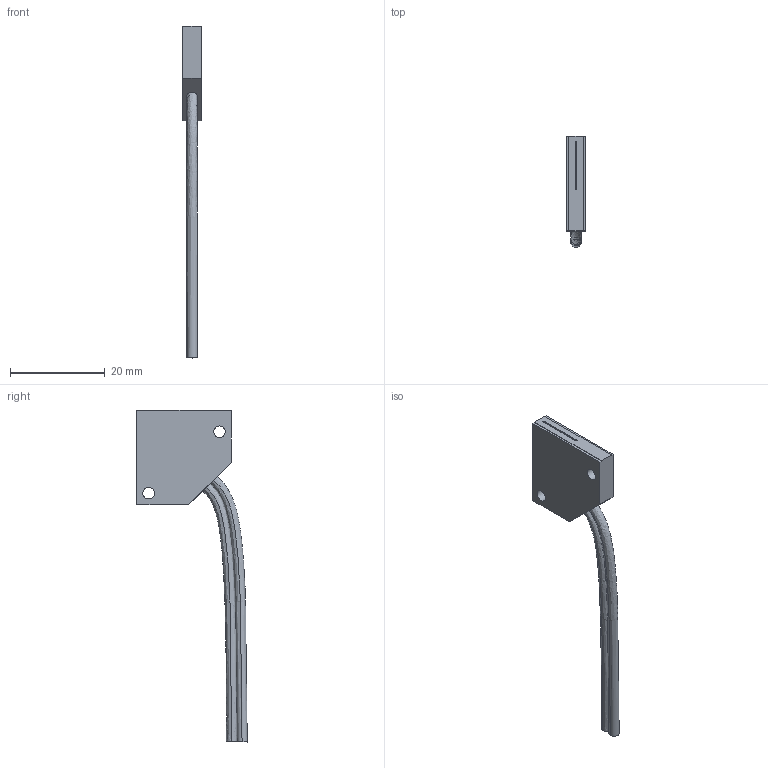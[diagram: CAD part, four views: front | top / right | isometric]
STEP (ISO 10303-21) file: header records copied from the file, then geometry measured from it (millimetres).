
FILE_DESCRIPTION(/* description */ (''),/* implementation_level */ '2;1');
FILE_NAME(/* name */ 'GPF-D026-K.stp',/* time_stamp */ '2018-12-19T15:21:45+09:00',/* author */ ('user'),/* organization */ (''),/* preprocessor_version */ 'ST-DEVELOPER v17',/* originating_system */ 'Autodesk Inventor 2018',/* authorisation */ '');
FILE_SCHEMA (('AUTOMOTIVE_DESIGN { 1 0 10303 214 3 1 1 }'));
Length unit declared in the file: millimetre
Products named in the file (1): GPF-D026-K
Bounding box: 4 x 23.37 x 70.25 mm (x, y, z)
Volume: 1829 mm3; surface area: 1838.5 mm2
Topology: 1 solids, 1 shells, 83 faces, 271 edges, 190 vertices
Faces by surface type: cylinder 34, sphere 32, plane 13, bspline 4
Full cylindrical faces by diameter (mm): 0.265 x32, 2.459 x2
Entity records: 3276 total; most frequent: CARTESIAN_POINT 786, DIRECTION 561, ORIENTED_EDGE 478, AXIS2_PLACEMENT_3D 250, EDGE_CURVE 239, VERTEX_POINT 190, CIRCLE 170, EDGE_LOOP 120
